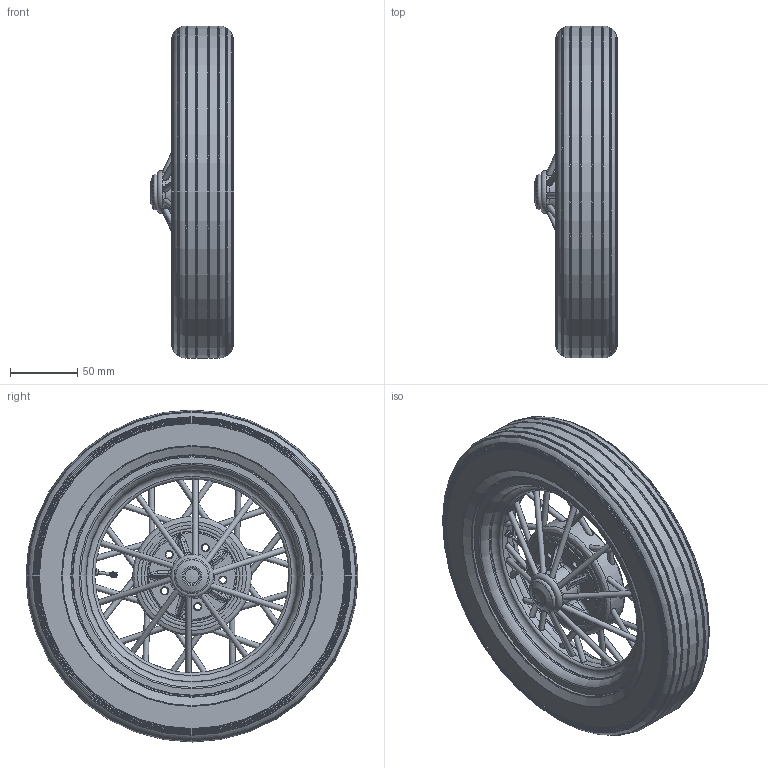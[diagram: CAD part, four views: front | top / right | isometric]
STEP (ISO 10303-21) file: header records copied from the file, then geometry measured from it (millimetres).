
FILE_DESCRIPTION(('FreeCAD Model'),'2;1');
FILE_NAME('Open CASCADE Shape Model','2025-05-03T14:05:14',('FreeCAD'),( 'FreeCAD'),'Open CASCADE STEP processor 7.6','FreeCAD','Unknown');
FILE_SCHEMA(('AUTOMOTIVE_DESIGN { 1 0 10303 214 1 1 1 1 }'));
Products named in the file (1): Open CASCADE STEP translator 7.6 1
Bounding box: 62.19 x 247.76 x 247.76 mm (x, y, z)
Volume: 417754.4 mm3; surface area: 290356.7 mm2
Topology: 38 solids, 38 shells, 1091 faces, 2988 edges, 1971 vertices
Faces by surface type: cylinder 423, torus 310, plane 162, cone 123, bspline 71, sphere 2
Full cylindrical faces by diameter (mm): 0.001 x1, 1.067 x1, 1.253 x1, 1.267 x2, 1.433 x1, 1.499 x1, 1.8 x1, 1.887 x8, 2.166 x10, 2.266 x2, 2.599 x3, 4.16 x30, 4.5 x30, 5 x5, 5.066 x1, 6.499 x1, 15 x1, 15.001 x1, 19.966 x1, 20 x1, 20.341 x1, 30 x1, 82.022 x2, 88.422 x1, 144.937 x2, 241.755 x1, 247.755 x5
Entity records: 49043 total; most frequent: CARTESIAN_POINT 22156, ORIENTED_EDGE 5954, DIRECTION 5499, EDGE_CURVE 2977, AXIS2_PLACEMENT_3D 2591, VERTEX_POINT 1971, CIRCLE 1211, FACE_BOUND 1184
